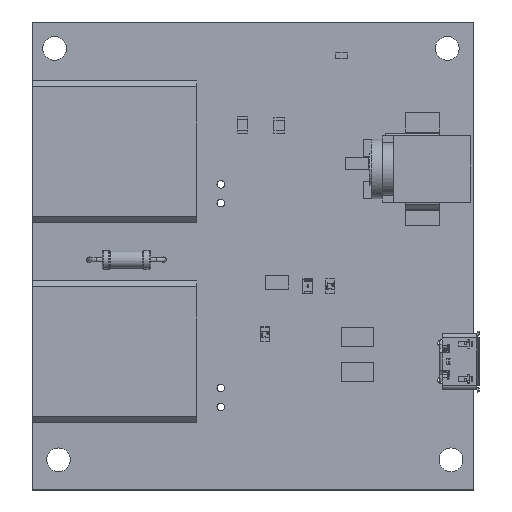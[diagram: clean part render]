
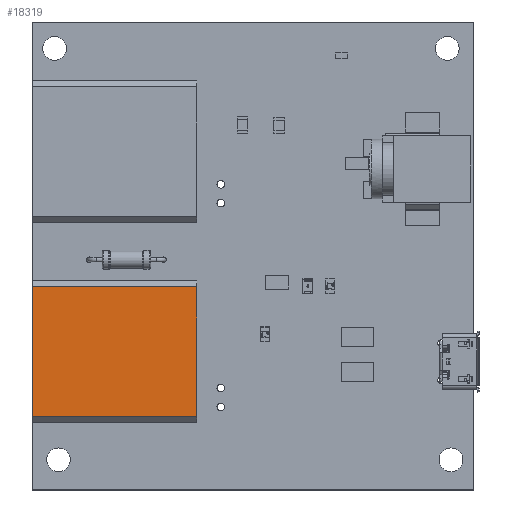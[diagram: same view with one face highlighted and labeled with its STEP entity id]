
A CAD part, top view. The second image highlights one B-rep face of the part: STEP entity #18319.
In plain terms, the highlighted face is planar.
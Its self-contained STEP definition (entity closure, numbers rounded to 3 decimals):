
#16067 = VERTEX_POINT('',#16068);
#16068 = CARTESIAN_POINT('',(-8.74,-4.85,-5.6));
#16074 = EDGE_CURVE('',#16067,#16075,#16077,.T.);
#16075 = VERTEX_POINT('',#16076);
#16076 = CARTESIAN_POINT('',(8.74,-4.85,-5.6));
#16077 = LINE('',#16078,#16079);
#16078 = CARTESIAN_POINT('',(-8.74,-4.85,-5.6));
#16079 = VECTOR('',#16080,1.);
#16080 = DIRECTION('',(1.,0.,0.));
#18300 = EDGE_CURVE('',#16075,#18301,#18303,.T.);
#18301 = VERTEX_POINT('',#18302);
#18302 = CARTESIAN_POINT('',(8.74,-4.85,16.5));
#18303 = LINE('',#18304,#18305);
#18304 = CARTESIAN_POINT('',(8.74,-4.85,-5.6));
#18305 = VECTOR('',#18306,1.);
#18306 = DIRECTION('',(0.,0.,1.));
#18319 = ADVANCED_FACE('',(#18320),#18338,.T.);
#18320 = FACE_BOUND('',#18321,.F.);
#18321 = EDGE_LOOP('',(#18322,#18323,#18331,#18337));
#18322 = ORIENTED_EDGE('',*,*,#16074,.F.);
#18323 = ORIENTED_EDGE('',*,*,#18324,.T.);
#18324 = EDGE_CURVE('',#16067,#18325,#18327,.T.);
#18325 = VERTEX_POINT('',#18326);
#18326 = CARTESIAN_POINT('',(-8.74,-4.85,16.5));
#18327 = LINE('',#18328,#18329);
#18328 = CARTESIAN_POINT('',(-8.74,-4.85,-5.6));
#18329 = VECTOR('',#18330,1.);
#18330 = DIRECTION('',(0.,0.,1.));
#18331 = ORIENTED_EDGE('',*,*,#18332,.T.);
#18332 = EDGE_CURVE('',#18325,#18301,#18333,.T.);
#18333 = LINE('',#18334,#18335);
#18334 = CARTESIAN_POINT('',(-8.74,-4.85,16.5));
#18335 = VECTOR('',#18336,1.);
#18336 = DIRECTION('',(1.,0.,0.));
#18337 = ORIENTED_EDGE('',*,*,#18300,.F.);
#18338 = PLANE('',#18339);
#18339 = AXIS2_PLACEMENT_3D('',#18340,#18341,#18342);
#18340 = CARTESIAN_POINT('',(-8.74,-4.85,-5.6));
#18341 = DIRECTION('',(0.,-1.,0.));
#18342 = DIRECTION('',(1.,0.,0.));
